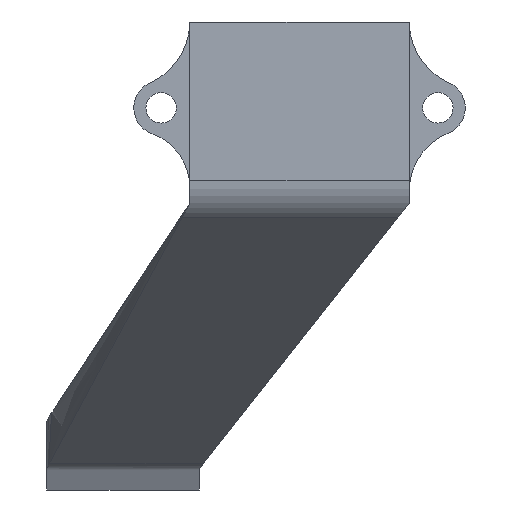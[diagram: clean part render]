
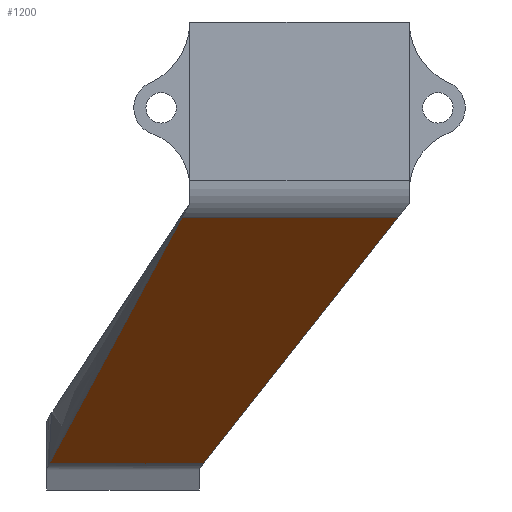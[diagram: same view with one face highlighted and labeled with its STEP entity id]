
A CAD part, front view. The second image highlights one B-rep face of the part: STEP entity #1200.
In plain terms, the highlighted planar face has unit normal (0, -0.64, -0.769).
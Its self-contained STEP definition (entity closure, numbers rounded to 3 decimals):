
#165=FACE_OUTER_BOUND('',#232,.T.);
#232=EDGE_LOOP('',(#1016,#1017,#1018,#1019));
#332=LINE('',#2209,#438);
#333=LINE('',#2254,#439);
#337=LINE('',#2280,#443);
#338=LINE('',#2281,#444);
#438=VECTOR('',#1520,48.755);
#439=VECTOR('',#1525,10.);
#443=VECTOR('',#1539,10.);
#444=VECTOR('',#1540,10.);
#560=VERTEX_POINT('',#2201);
#561=VERTEX_POINT('',#2208);
#564=VERTEX_POINT('',#2253);
#567=VERTEX_POINT('',#2279);
#719=EDGE_CURVE('',#560,#561,#332,.T.);
#724=EDGE_CURVE('',#561,#564,#333,.T.);
#732=EDGE_CURVE('',#567,#560,#337,.T.);
#733=EDGE_CURVE('',#567,#564,#338,.T.);
#1016=ORIENTED_EDGE('',*,*,#732,.F.);
#1017=ORIENTED_EDGE('',*,*,#733,.T.);
#1018=ORIENTED_EDGE('',*,*,#724,.F.);
#1019=ORIENTED_EDGE('',*,*,#719,.F.);
#1146=PLANE('',#1297);
#1200=ADVANCED_FACE('',(#165),#1146,.F.);
#1297=AXIS2_PLACEMENT_3D('',#2278,#1537,#1538);
#1520=DIRECTION('',(-0.451,0.686,-0.571));
#1525=DIRECTION('',(-1.,0.,0.));
#1537=DIRECTION('center_axis',(0.,0.64,0.769));
#1538=DIRECTION('ref_axis',(1.,0.,0.));
#1539=DIRECTION('',(1.,0.,0.));
#1540=DIRECTION('',(-0.326,0.727,-0.605));
#2201=CARTESIAN_POINT('',(10.315,-7.198,-1.499));
#2208=CARTESIAN_POINT('',(-10.084,23.814,-27.302));
#2209=CARTESIAN_POINT('',(11.5,-9.,0.));
#2253=CARTESIAN_POINT('',(-26.217,23.814,-27.302));
#2254=CARTESIAN_POINT('',(0.,23.814,-27.302));
#2278=CARTESIAN_POINT('Origin',(-11.5,-9.,0.));
#2279=CARTESIAN_POINT('',(-12.308,-7.198,-1.499));
#2280=CARTESIAN_POINT('',(-11.5,-7.198,-1.499));
#2281=CARTESIAN_POINT('',(-11.5,-9.,0.));
